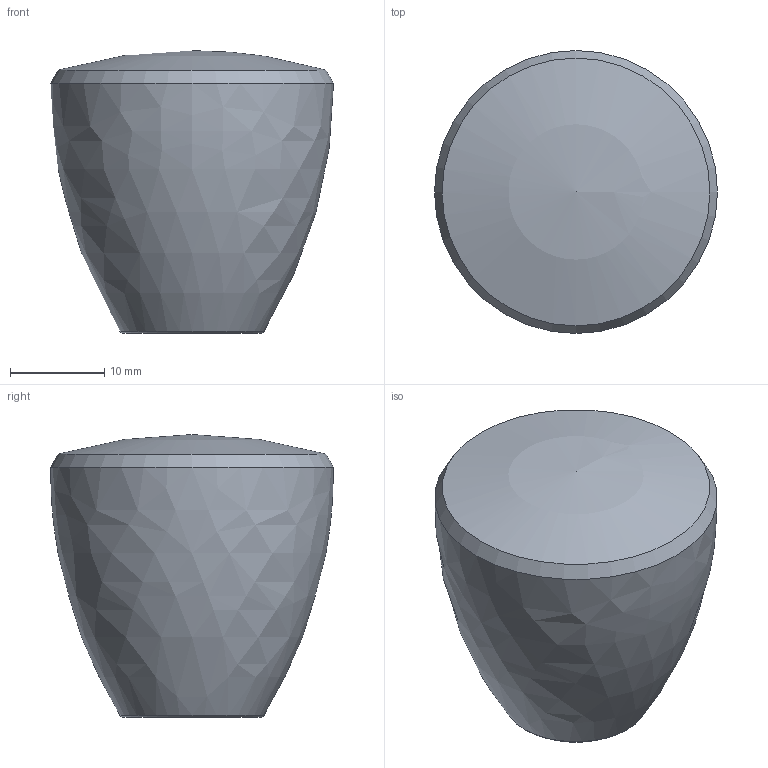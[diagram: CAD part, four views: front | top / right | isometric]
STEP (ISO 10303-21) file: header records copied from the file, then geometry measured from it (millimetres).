
FILE_DESCRIPTION( ( 'Unknown' ), '1' );
FILE_NAME( '6159015_IB30.stp', 'Unknown', ( 'Unknown' ), ( 'Unknown' ), 'PSStep 11.0', 'Unknown', ' ' );
FILE_SCHEMA( ( 'AUTOMOTIVE_DESIGN { 1 0 10303 214 1 1 1 1 }' ) );
Length unit declared in the file: millimetre
Products named in the file (1): 1
Bounding box: 30.03 x 30.03 x 30 mm (x, y, z)
Volume: 13826 mm3; surface area: 3825.6 mm2
Topology: 1 solids, 1 shells, 9 faces, 21 edges, 13 vertices
Faces by surface type: torus 2, cone 2, cylinder 2, bspline 1, plane 1, sphere 1
Full cylindrical faces by diameter (mm): 8.376 x2
Entity records: 289 total; most frequent: CARTESIAN_POINT 54, DIRECTION 34, AXIS2_PLACEMENT_3D 17, EDGE_LOOP 16, ORIENTED_EDGE 16, FACE_OUTER_BOUND 14, STYLED_ITEM 9, PRESENTATION_STYLE_ASSIGNMENT 9
